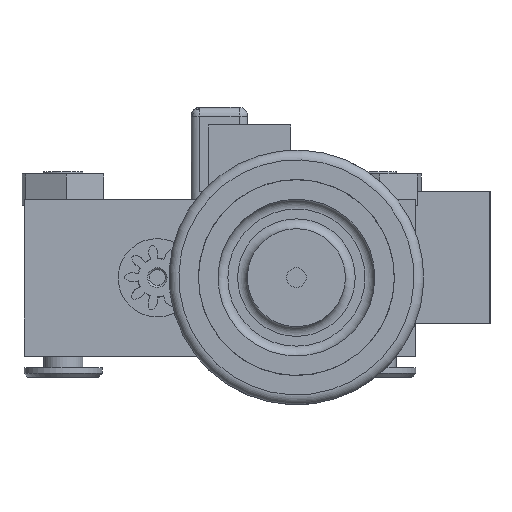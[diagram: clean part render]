
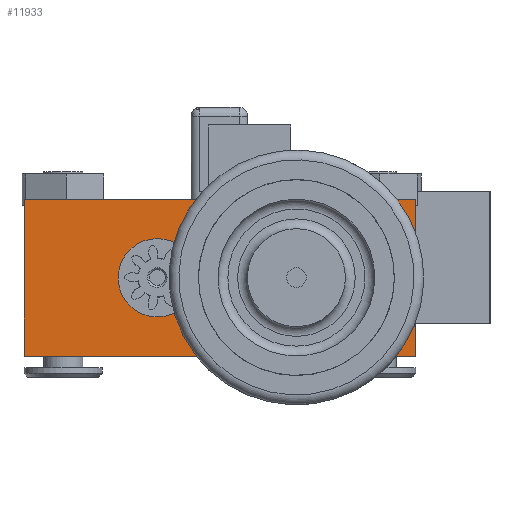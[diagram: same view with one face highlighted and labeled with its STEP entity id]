
A CAD part, front view. The second image highlights one B-rep face of the part: STEP entity #11933.
In plain terms, the highlighted face is planar.
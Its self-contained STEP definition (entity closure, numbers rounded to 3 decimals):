
#556=FACE_BOUND('',#2041,.T.);
#557=FACE_BOUND('',#2042,.T.);
#781=PLANE('',#13349);
#1379=FACE_OUTER_BOUND('',#2040,.T.);
#2040=EDGE_LOOP('',(#10214,#10215,#10216,#10217));
#2041=EDGE_LOOP('',(#10218));
#2042=EDGE_LOOP('',(#10219));
#2916=LINE('',#24863,#3992);
#2918=LINE('',#24867,#3994);
#2920=LINE('',#24871,#3996);
#2922=LINE('',#24874,#3998);
#3992=VECTOR('',#15851,10.);
#3994=VECTOR('',#15855,10.);
#3996=VECTOR('',#15859,10.);
#3998=VECTOR('',#15863,10.);
#4698=CIRCLE('',#13312,3.);
#4702=CIRCLE('',#13321,2.);
#5605=VERTEX_POINT('',#24776);
#5607=VERTEX_POINT('',#24789);
#5628=VERTEX_POINT('',#24860);
#5629=VERTEX_POINT('',#24862);
#5630=VERTEX_POINT('',#24866);
#5631=VERTEX_POINT('',#24870);
#7156=EDGE_CURVE('',#5605,#5605,#4698,.T.);
#7163=EDGE_CURVE('',#5607,#5607,#4702,.T.);
#7199=EDGE_CURVE('',#5629,#5628,#2916,.T.);
#7201=EDGE_CURVE('',#5630,#5629,#2918,.T.);
#7203=EDGE_CURVE('',#5631,#5630,#2920,.T.);
#7205=EDGE_CURVE('',#5628,#5631,#2922,.T.);
#10214=ORIENTED_EDGE('',*,*,#7205,.T.);
#10215=ORIENTED_EDGE('',*,*,#7203,.T.);
#10216=ORIENTED_EDGE('',*,*,#7201,.T.);
#10217=ORIENTED_EDGE('',*,*,#7199,.T.);
#10218=ORIENTED_EDGE('',*,*,#7163,.T.);
#10219=ORIENTED_EDGE('',*,*,#7156,.T.);
#11933=ADVANCED_FACE('',(#1379,#556,#557),#781,.T.);
#13312=AXIS2_PLACEMENT_3D('',#24777,#15755,#15756);
#13321=AXIS2_PLACEMENT_3D('',#24791,#15776,#15777);
#13349=AXIS2_PLACEMENT_3D('',#24875,#15864,#15865);
#15755=DIRECTION('center_axis',(0.,0.,-1.));
#15756=DIRECTION('ref_axis',(1.,0.,0.));
#15776=DIRECTION('center_axis',(0.,0.,-1.));
#15777=DIRECTION('ref_axis',(-1.,0.,0.));
#15851=DIRECTION('',(0.,1.,0.));
#15855=DIRECTION('',(1.,0.,0.));
#15859=DIRECTION('',(0.,-1.,0.));
#15863=DIRECTION('',(-1.,0.,0.));
#15864=DIRECTION('center_axis',(0.,0.,1.));
#15865=DIRECTION('ref_axis',(1.,0.,0.));
#24776=CARTESIAN_POINT('',(-6.9,0.,5.));
#24777=CARTESIAN_POINT('Origin',(-3.9,0.,5.));
#24789=CARTESIAN_POINT('',(5.2,0.,5.));
#24791=CARTESIAN_POINT('Origin',(3.2,0.,5.));
#24860=CARTESIAN_POINT('',(10.,4.,5.));
#24862=CARTESIAN_POINT('',(10.,-4.,5.));
#24863=CARTESIAN_POINT('',(10.,-4.,5.));
#24866=CARTESIAN_POINT('',(-10.,-4.,5.));
#24867=CARTESIAN_POINT('',(-10.,-4.,5.));
#24870=CARTESIAN_POINT('',(-10.,4.,5.));
#24871=CARTESIAN_POINT('',(-10.,4.,5.));
#24874=CARTESIAN_POINT('',(10.,4.,5.));
#24875=CARTESIAN_POINT('Origin',(0.,0.,5.));
